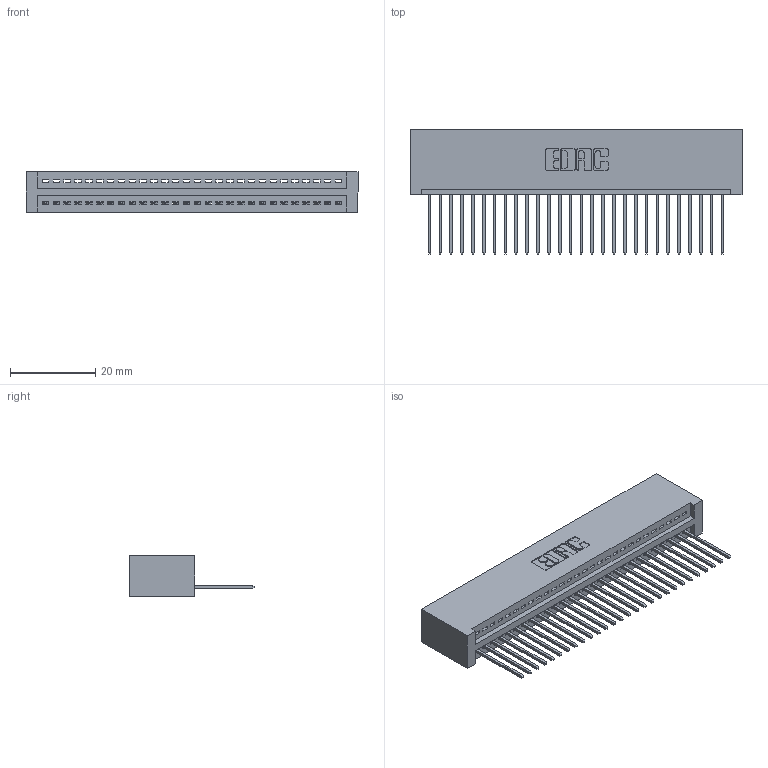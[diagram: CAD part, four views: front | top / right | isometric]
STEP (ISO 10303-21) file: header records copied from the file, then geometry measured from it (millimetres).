
FILE_DESCRIPTION (( 'STEP AP203' ), '1' );
FILE_NAME ('345-028-540-101.STEP', '2019-10-07T05:39:47', ( '' ), ( '' ), 'SwSTEP 2.0', 'SolidWorks 2016', '' );
FILE_SCHEMA (( 'CONFIG_CONTROL_DESIGN' ));
Length unit declared in the file: inch
Products named in the file (3): 345-292-001_345-293-140; 345-028-540-101; 345 Part_No Mounting Lugs
Assembly tree (29 placements, depth 2):
  345-028-540-101
    345 Part_No Mounting Lugs
    345-292-001_345-293-140  x28
Bounding box: 77.72 x 29.13 x 9.4 mm (x, y, z)
Volume: 7889.9 mm3; surface area: 10757.7 mm2
Topology: 29 solids, 29 shells, 1742 faces, 5245 edges, 3458 vertices
Faces by surface type: plane 1196, cylinder 546
Entity records: 22699 total; most frequent: CARTESIAN_POINT 3940, ORIENTED_EDGE 3902, DIRECTION 3455, EDGE_CURVE 1951, VECTOR 1715, LINE 1715, VERTEX_POINT 1298, AXIS2_PLACEMENT_3D 870
